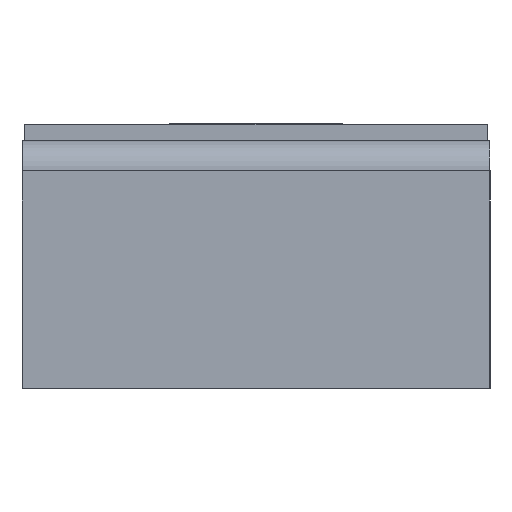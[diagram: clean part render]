
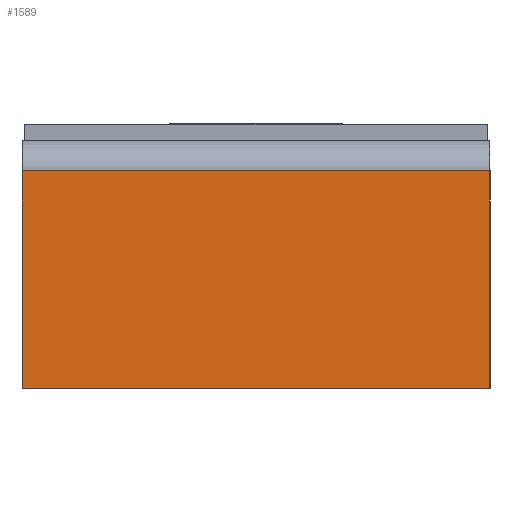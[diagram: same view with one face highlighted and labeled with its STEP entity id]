
A CAD part, left-side view. The second image highlights one B-rep face of the part: STEP entity #1589.
In plain terms, the highlighted planar face has unit normal (-1, 0, 0).
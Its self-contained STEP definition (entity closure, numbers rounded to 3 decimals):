
#191=PLANE('',#1704);
#247=FACE_OUTER_BOUND('',#335,.T.);
#335=EDGE_LOOP('',(#1208,#1209,#1210,#1211));
#434=LINE('',#2088,#594);
#442=LINE('',#2104,#602);
#454=LINE('',#2129,#614);
#457=LINE('',#2133,#617);
#594=VECTOR('',#1801,10.);
#602=VECTOR('',#1811,10.);
#614=VECTOR('',#1835,10.);
#617=VECTOR('',#1840,10.);
#750=VERTEX_POINT('',#2081);
#753=VERTEX_POINT('',#2086);
#760=VERTEX_POINT('',#2102);
#767=VERTEX_POINT('',#2128);
#914=EDGE_CURVE('',#753,#750,#434,.T.);
#922=EDGE_CURVE('',#760,#753,#442,.T.);
#934=EDGE_CURVE('',#767,#750,#454,.T.);
#937=EDGE_CURVE('',#760,#767,#457,.T.);
#1208=ORIENTED_EDGE('',*,*,#914,.F.);
#1209=ORIENTED_EDGE('',*,*,#922,.F.);
#1210=ORIENTED_EDGE('',*,*,#937,.T.);
#1211=ORIENTED_EDGE('',*,*,#934,.T.);
#1589=ADVANCED_FACE('',(#247),#191,.T.);
#1704=AXIS2_PLACEMENT_3D('',#2132,#1838,#1839);
#1801=DIRECTION('',(0.,-1.,0.));
#1811=DIRECTION('',(0.,0.,1.));
#1835=DIRECTION('',(0.,0.,1.));
#1838=DIRECTION('center_axis',(-1.,0.,0.));
#1839=DIRECTION('ref_axis',(0.,-1.,0.));
#1840=DIRECTION('',(0.,-1.,0.));
#2081=CARTESIAN_POINT('',(-0.775,-0.425,0.395));
#2086=CARTESIAN_POINT('',(-0.775,0.425,0.395));
#2088=CARTESIAN_POINT('',(-0.775,0.213,0.395));
#2102=CARTESIAN_POINT('',(-0.775,0.425,0.));
#2104=CARTESIAN_POINT('',(-0.775,0.425,0.));
#2128=CARTESIAN_POINT('',(-0.775,-0.425,0.));
#2129=CARTESIAN_POINT('',(-0.775,-0.425,0.));
#2132=CARTESIAN_POINT('Origin',(-0.775,0.425,0.));
#2133=CARTESIAN_POINT('',(-0.775,0.425,0.));
